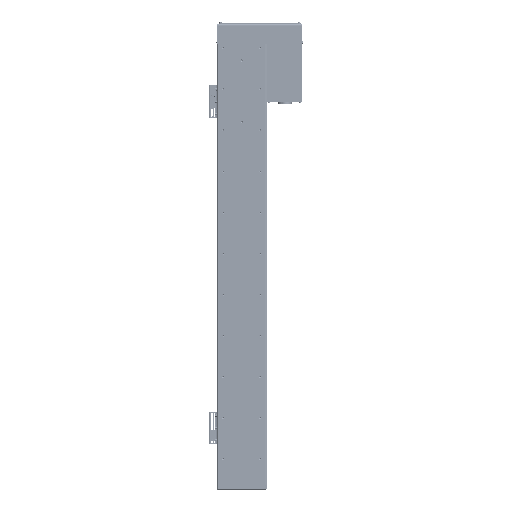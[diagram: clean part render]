
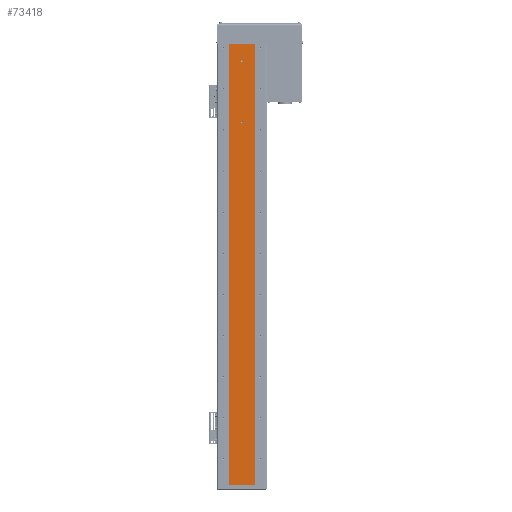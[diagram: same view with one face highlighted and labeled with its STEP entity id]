
A CAD part, front view. The second image highlights one B-rep face of the part: STEP entity #73418.
In plain terms, the highlighted planar face has unit normal (0, -1, 0).
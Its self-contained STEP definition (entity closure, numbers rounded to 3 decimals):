
#196 = CARTESIAN_POINT ( 'NONE',  ( -31., 0., -1074. ) ) ;
#2289 = VERTEX_POINT ( 'NONE', #70015 ) ;
#8934 = FACE_BOUND ( 'NONE', #38648, .T. ) ;
#9301 = DIRECTION ( 'NONE',  ( 0., -1., 0. ) ) ;
#9369 = DIRECTION ( 'NONE',  ( -1., 0., 0. ) ) ;
#9442 = VERTEX_POINT ( 'NONE', #24541 ) ;
#11943 = CARTESIAN_POINT ( 'NONE',  ( 31., 0., -1374. ) ) ;
#12785 = CARTESIAN_POINT ( 'NONE',  ( 0., 0., -40. ) ) ;
#13212 = CARTESIAN_POINT ( 'NONE',  ( -31., 0., 0. ) ) ;
#13849 = CARTESIAN_POINT ( 'NONE',  ( 0., 0., -43. ) ) ;
#15091 = EDGE_CURVE ( 'NONE', #49479, #9442, #98602, .T. ) ;
#20096 = ORIENTED_EDGE ( 'NONE', *, *, #109552, .F. ) ;
#22004 = EDGE_LOOP ( 'NONE', ( #87543, #20096 ) ) ;
#22073 = DIRECTION ( 'NONE',  ( 0., 0., -1. ) ) ;
#22136 = CARTESIAN_POINT ( 'NONE',  ( -31., 0., -1074. ) ) ;
#24541 = CARTESIAN_POINT ( 'NONE',  ( -31., 0., 0. ) ) ;
#25454 = VECTOR ( 'NONE', #65468, 1000. ) ;
#25986 = ORIENTED_EDGE ( 'NONE', *, *, #86693, .T. ) ;
#27497 = EDGE_CURVE ( 'NONE', #9442, #66710, #30702, .T. ) ;
#28655 = DIRECTION ( 'NONE',  ( 0., -1., 0. ) ) ;
#28759 = VERTEX_POINT ( 'NONE', #29860 ) ;
#29860 = CARTESIAN_POINT ( 'NONE',  ( 0., 0., -193. ) ) ;
#30589 = FACE_BOUND ( 'NONE', #22004, .T. ) ;
#30702 = LINE ( 'NONE', #13212, #79499 ) ;
#31667 = ORIENTED_EDGE ( 'NONE', *, *, #101190, .F. ) ;
#33362 = DIRECTION ( 'NONE',  ( 0., -1., 0. ) ) ;
#34693 = EDGE_CURVE ( 'NONE', #97081, #49479, #81353, .T. ) ;
#36343 = AXIS2_PLACEMENT_3D ( 'NONE', #115792, #33362, #70287 ) ;
#37143 = EDGE_LOOP ( 'NONE', ( #84819, #25986, #53399, #116313 ) ) ;
#38648 = EDGE_LOOP ( 'NONE', ( #31667, #67628 ) ) ;
#42067 = DIRECTION ( 'NONE',  ( 0., -1., 0. ) ) ;
#48792 = AXIS2_PLACEMENT_3D ( 'NONE', #12785, #77081, #22073 ) ;
#49330 = VECTOR ( 'NONE', #85403, 1000. ) ;
#49479 = VERTEX_POINT ( 'NONE', #22136 ) ;
#51874 = PLANE ( 'NONE',  #36343 ) ;
#53399 = ORIENTED_EDGE ( 'NONE', *, *, #27497, .F. ) ;
#62232 = CIRCLE ( 'NONE', #48792, 3. ) ;
#64435 = CARTESIAN_POINT ( 'NONE',  ( 0., 0., -190. ) ) ;
#65189 = CARTESIAN_POINT ( 'NONE',  ( -31., 0., -1374. ) ) ;
#65468 = DIRECTION ( 'NONE',  ( 0., 0., 1. ) ) ;
#66710 = VERTEX_POINT ( 'NONE', #101100 ) ;
#67404 = CARTESIAN_POINT ( 'NONE',  ( 0., 0., -187. ) ) ;
#67628 = ORIENTED_EDGE ( 'NONE', *, *, #112546, .F. ) ;
#70015 = CARTESIAN_POINT ( 'NONE',  ( 0., 0., -37. ) ) ;
#70287 = DIRECTION ( 'NONE',  ( 0., 0., -1. ) ) ;
#70904 = CIRCLE ( 'NONE', #95692, 3. ) ;
#73418 = ADVANCED_FACE ( 'NONE', ( #30589, #8934, #79402 ), #51874, .T. ) ;
#73595 = DIRECTION ( 'NONE',  ( 0., 0., -1. ) ) ;
#74041 = VERTEX_POINT ( 'NONE', #67404 ) ;
#76612 = VERTEX_POINT ( 'NONE', #13849 ) ;
#77081 = DIRECTION ( 'NONE',  ( 0., -1., 0. ) ) ;
#77499 = DIRECTION ( 'NONE',  ( 1., 0., 0. ) ) ;
#78576 = CARTESIAN_POINT ( 'NONE',  ( 31., 0., -1074. ) ) ;
#79402 = FACE_OUTER_BOUND ( 'NONE', #37143, .T. ) ;
#79499 = VECTOR ( 'NONE', #77499, 1000. ) ;
#79770 = CIRCLE ( 'NONE', #112117, 3. ) ;
#81353 = LINE ( 'NONE', #196, #99882 ) ;
#83588 = CARTESIAN_POINT ( 'NONE',  ( 0., 0., -190. ) ) ;
#84819 = ORIENTED_EDGE ( 'NONE', *, *, #34693, .F. ) ;
#85403 = DIRECTION ( 'NONE',  ( 0., 0., 1. ) ) ;
#86693 = EDGE_CURVE ( 'NONE', #97081, #66710, #97944, .T. ) ;
#87543 = ORIENTED_EDGE ( 'NONE', *, *, #107282, .F. ) ;
#92740 = DIRECTION ( 'NONE',  ( 0., 0., -1. ) ) ;
#95692 = AXIS2_PLACEMENT_3D ( 'NONE', #64435, #9301, #73595 ) ;
#96853 = CARTESIAN_POINT ( 'NONE',  ( 0., 0., -40. ) ) ;
#97081 = VERTEX_POINT ( 'NONE', #78576 ) ;
#97944 = LINE ( 'NONE', #11943, #49330 ) ;
#98602 = LINE ( 'NONE', #65189, #25454 ) ;
#99882 = VECTOR ( 'NONE', #9369, 1000. ) ;
#101100 = CARTESIAN_POINT ( 'NONE',  ( 31., 0., 0. ) ) ;
#101190 = EDGE_CURVE ( 'NONE', #28759, #74041, #106519, .T. ) ;
#106032 = DIRECTION ( 'NONE',  ( 0., 0., -1. ) ) ;
#106519 = CIRCLE ( 'NONE', #111772, 3. ) ;
#107282 = EDGE_CURVE ( 'NONE', #76612, #2289, #79770, .T. ) ;
#109552 = EDGE_CURVE ( 'NONE', #2289, #76612, #62232, .T. ) ;
#111772 = AXIS2_PLACEMENT_3D ( 'NONE', #83588, #28655, #92740 ) ;
#112117 = AXIS2_PLACEMENT_3D ( 'NONE', #96853, #42067, #106032 ) ;
#112546 = EDGE_CURVE ( 'NONE', #74041, #28759, #70904, .T. ) ;
#115792 = CARTESIAN_POINT ( 'NONE',  ( -31., 0., -1374. ) ) ;
#116313 = ORIENTED_EDGE ( 'NONE', *, *, #15091, .F. ) ;
